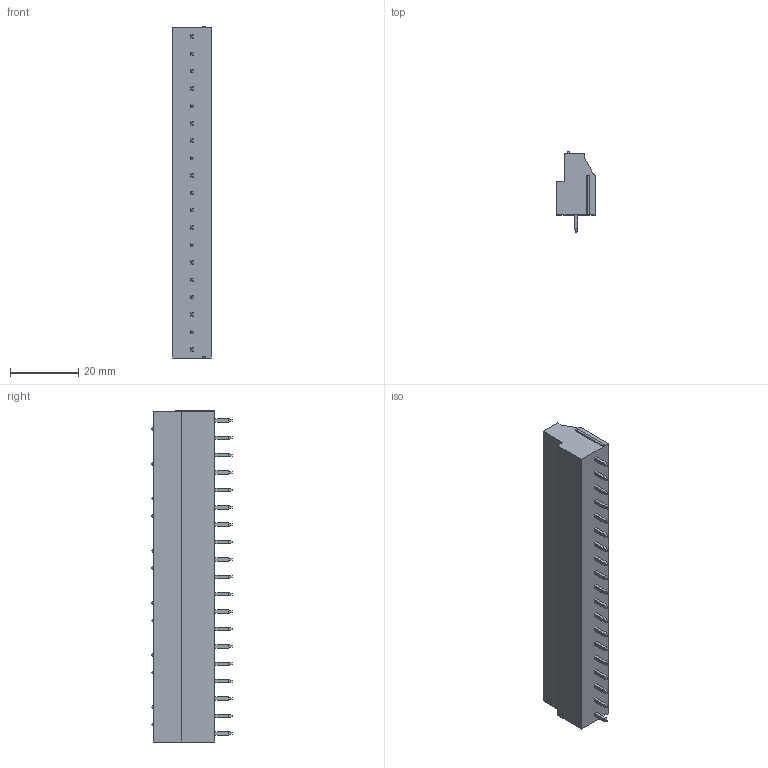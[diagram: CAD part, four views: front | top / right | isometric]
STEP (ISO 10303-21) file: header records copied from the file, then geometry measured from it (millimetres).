
FILE_DESCRIPTION((''),'2;1');
FILE_NAME('TL212V-XXP-XS','2024-10-21T',('sj'),(''),'PRO/ENGINEER BY PARAMETRIC TECHNOLOGY CORPORATION, 2013240','PRO/ENGINEER BY PARAMETRIC TECHNOLOGY CORPORATION, 2013240','');
FILE_SCHEMA(('AUTOMOTIVE_DESIGN_CC2 { 1 2 10303 214 -1 1 5 2 }'));
Length unit declared in the file: millimetre
Products named in the file (1): TL212V-XXP-XS
Bounding box: 11.2 x 23.4 x 97.02 mm (x, y, z)
Volume: 15789.8 mm3; surface area: 7080.6 mm2
Topology: 1 solids, 1 shells, 683 faces, 1656 edges, 1020 vertices
Faces by surface type: plane 436, cylinder 121, cone 76, torus 38, sphere 12
Entity records: 19588 total; most frequent: CARTESIAN_POINT 3563, DIRECTION 3340, ORIENTED_EDGE 3264, EDGE_CURVE 1632, VECTOR 1138, LINE 1138, AXIS2_PLACEMENT_3D 1101, VERTEX_POINT 1020
